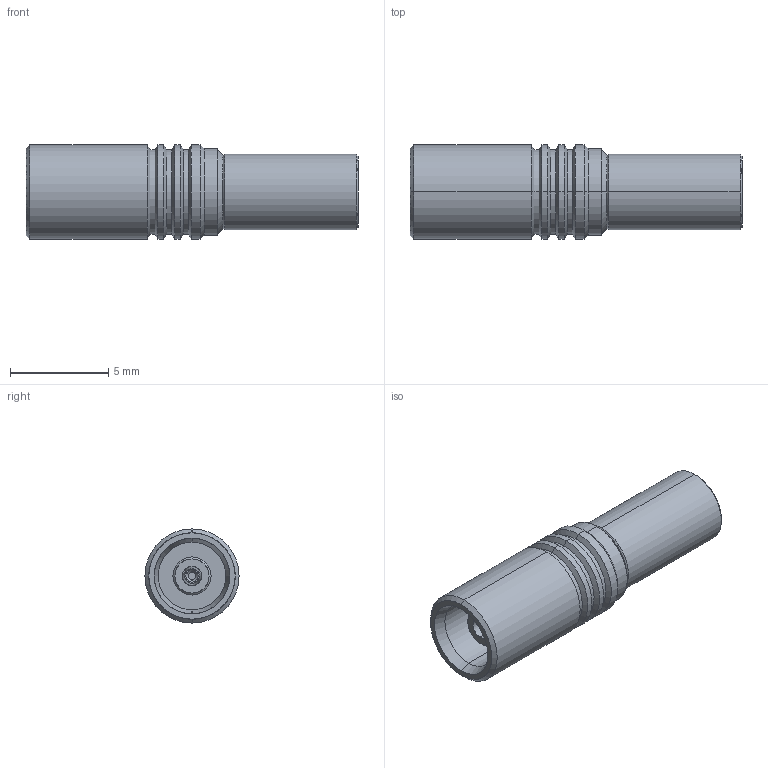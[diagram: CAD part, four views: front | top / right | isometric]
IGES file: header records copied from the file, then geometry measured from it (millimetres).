
Start section: SolidWorks IGES file using analytic representation for surfaces
Global section: file name: R113.240.097.IGS; native system: SolidWorks 2011; preprocessor: SolidWorks 2011; author: ho_j; date: 110928.154806; units: millimetre
Bounding box: 16.92 x 4.8 x 4.8 mm (x, y, z)
Surface area: 477.5 mm2 (no closed solid volume)
Topology: 0 solids, 0 shells, 117 faces, 1230 edges, 1230 vertices
Faces by surface type: revolution 94, bspline 23
